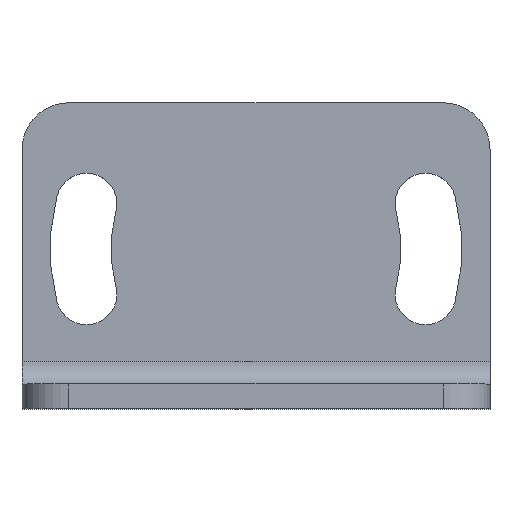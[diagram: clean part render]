
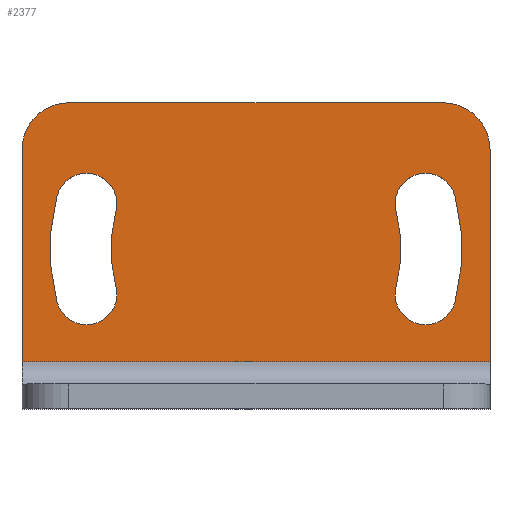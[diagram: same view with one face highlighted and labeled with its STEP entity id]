
A CAD part, top view. The second image highlights one B-rep face of the part: STEP entity #2377.
In plain terms, the highlighted planar face has unit normal (0, 0, 1).
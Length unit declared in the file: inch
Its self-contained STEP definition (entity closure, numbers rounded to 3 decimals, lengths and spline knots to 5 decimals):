
#54=CARTESIAN_POINT('',(0.8,1.11,-2.456));
#55=DIRECTION('',(0.,0.,1.));
#56=DIRECTION('',(1.,0.,0.));
#57=AXIS2_PLACEMENT_3D('',#54,#55,#56);
#71=DIRECTION('',(0.,-1.,0.));
#72=VECTOR('',#71,0.906);
#73=CARTESIAN_POINT('',(1.,1.11,-2.456));
#74=LINE('',#73,#72);
#107=DIRECTION('',(0.,-1.,0.));
#108=VECTOR('',#107,0.906);
#109=CARTESIAN_POINT('',(-1.,1.11,-2.456));
#110=LINE('',#109,#108);
#124=CARTESIAN_POINT('',(-0.8,1.11,-2.456));
#125=DIRECTION('',(0.,0.,1.));
#126=DIRECTION('',(0.,1.,0.));
#127=AXIS2_PLACEMENT_3D('',#124,#125,#126);
#133=DIRECTION('',(1.,0.,0.));
#134=VECTOR('',#133,1.6);
#135=CARTESIAN_POINT('',(-0.8,1.31,-2.456));
#136=LINE('',#135,#134);
#137=CARTESIAN_POINT('',(-0.72444,0.49089,-2.456));
#138=DIRECTION('',(0.,0.,-1.));
#139=DIRECTION('',(0.966,0.259,0.));
#140=AXIS2_PLACEMENT_3D('',#137,#138,#139);
#142=CARTESIAN_POINT('',(0.,0.685,-2.456));
#143=DIRECTION('',(0.,0.,-1.));
#144=DIRECTION('',(-0.966,-0.259,0.));
#145=AXIS2_PLACEMENT_3D('',#142,#143,#144);
#147=CARTESIAN_POINT('',(-0.72444,0.87911,-2.456));
#148=DIRECTION('',(0.,0.,-1.));
#149=DIRECTION('',(-0.966,0.259,0.));
#150=AXIS2_PLACEMENT_3D('',#147,#148,#149);
#152=CARTESIAN_POINT('',(0.,0.685,-2.456));
#153=DIRECTION('',(0.,0.,-1.));
#154=DIRECTION('',(-0.966,-0.259,0.));
#155=AXIS2_PLACEMENT_3D('',#152,#153,#154);
#157=CARTESIAN_POINT('',(0.72444,0.87911,-2.456));
#158=DIRECTION('',(0.,0.,-1.));
#159=DIRECTION('',(-0.966,-0.259,0.));
#160=AXIS2_PLACEMENT_3D('',#157,#158,#159);
#162=CARTESIAN_POINT('',(0.,0.685,-2.456));
#163=DIRECTION('',(0.,0.,-1.));
#164=DIRECTION('',(0.966,0.259,0.));
#165=AXIS2_PLACEMENT_3D('',#162,#163,#164);
#167=CARTESIAN_POINT('',(0.72444,0.49089,-2.456));
#168=DIRECTION('',(0.,0.,-1.));
#169=DIRECTION('',(0.966,-0.259,0.));
#170=AXIS2_PLACEMENT_3D('',#167,#168,#169);
#172=CARTESIAN_POINT('',(0.,0.685,-2.456));
#173=DIRECTION('',(0.,0.,-1.));
#174=DIRECTION('',(0.966,0.259,0.));
#175=AXIS2_PLACEMENT_3D('',#172,#173,#174);
#177=DIRECTION('',(1.,0.,0.));
#178=VECTOR('',#177,2.);
#179=CARTESIAN_POINT('',(-1.,0.204,-2.456));
#180=LINE('',#179,#178);
#1669=CARTESIAN_POINT('',(-1.,0.204,-2.456));
#1671=VERTEX_POINT('',#1669);
#1673=CARTESIAN_POINT('',(1.,0.204,-2.456));
#1675=VERTEX_POINT('',#1673);
#1693=CARTESIAN_POINT('',(0.59887,0.84547,-2.456));
#1694=CARTESIAN_POINT('',(0.85001,0.91276,-2.456));
#1695=VERTEX_POINT('',#1693);
#1696=VERTEX_POINT('',#1694);
#1697=CARTESIAN_POINT('',(0.59887,0.52453,-2.456));
#1698=VERTEX_POINT('',#1697);
#1699=CARTESIAN_POINT('',(0.85001,0.45724,-2.456));
#1700=VERTEX_POINT('',#1699);
#1701=CARTESIAN_POINT('',(-0.59887,0.52453,-2.456));
#1702=CARTESIAN_POINT('',(-0.85001,0.45724,-2.456));
#1703=VERTEX_POINT('',#1701);
#1704=VERTEX_POINT('',#1702);
#1705=CARTESIAN_POINT('',(-0.59887,0.84547,-2.456));
#1706=VERTEX_POINT('',#1705);
#1707=CARTESIAN_POINT('',(-0.85001,0.91276,-2.456));
#1708=VERTEX_POINT('',#1707);
#1737=CARTESIAN_POINT('',(1.,1.11,-2.456));
#1738=VERTEX_POINT('',#1737);
#1739=CARTESIAN_POINT('',(0.8,1.31,-2.456));
#1740=VERTEX_POINT('',#1739);
#1745=CARTESIAN_POINT('',(-0.8,1.31,-2.456));
#1746=VERTEX_POINT('',#1745);
#1747=CARTESIAN_POINT('',(-1.,1.11,-2.456));
#1748=VERTEX_POINT('',#1747);
#2343=CARTESIAN_POINT('',(-1.,1.31,-2.456));
#2344=DIRECTION('',(0.,0.,-1.));
#2345=DIRECTION('',(0.,-1.,0.));
#2346=AXIS2_PLACEMENT_3D('',#2343,#2344,#2345);
#2347=PLANE('',#2346);
#2348=ORIENTED_EDGE('',*,*,#2237,.F.);
#2349=ORIENTED_EDGE('',*,*,#2253,.T.);
#2351=ORIENTED_EDGE('',*,*,#2350,.F.);
#2352=ORIENTED_EDGE('',*,*,#2309,.F.);
#2353=ORIENTED_EDGE('',*,*,#2324,.F.);
#2354=ORIENTED_EDGE('',*,*,#2336,.T.);
#2355=EDGE_LOOP('',(#2348,#2349,#2351,#2352,#2353,#2354));
#2356=FACE_OUTER_BOUND('',#2355,.F.);
#2358=ORIENTED_EDGE('',*,*,#2357,.F.);
#2360=ORIENTED_EDGE('',*,*,#2359,.T.);
#2362=ORIENTED_EDGE('',*,*,#2361,.F.);
#2364=ORIENTED_EDGE('',*,*,#2363,.F.);
#2365=EDGE_LOOP('',(#2358,#2360,#2362,#2364));
#2366=FACE_BOUND('',#2365,.F.);
#2368=ORIENTED_EDGE('',*,*,#2367,.F.);
#2370=ORIENTED_EDGE('',*,*,#2369,.T.);
#2372=ORIENTED_EDGE('',*,*,#2371,.F.);
#2374=ORIENTED_EDGE('',*,*,#2373,.F.);
#2375=EDGE_LOOP('',(#2368,#2370,#2372,#2374));
#2376=FACE_BOUND('',#2375,.F.);
#2377=ADVANCED_FACE('',(#2356,#2366,#2376),#2347,.F.);
#58=CIRCLE('',#57,0.2);
#128=CIRCLE('',#127,0.2);
#141=CIRCLE('',#140,0.13);
#146=CIRCLE('',#145,0.62);
#151=CIRCLE('',#150,0.13);
#156=CIRCLE('',#155,0.88);
#161=CIRCLE('',#160,0.13);
#166=CIRCLE('',#165,0.62);
#171=CIRCLE('',#170,0.13);
#176=CIRCLE('',#175,0.88);
#2237=EDGE_CURVE('',#1738,#1740,#58,.T.);
#2253=EDGE_CURVE('',#1738,#1675,#74,.T.);
#2309=EDGE_CURVE('',#1748,#1671,#110,.T.);
#2324=EDGE_CURVE('',#1746,#1748,#128,.T.);
#2336=EDGE_CURVE('',#1746,#1740,#136,.T.);
#2350=EDGE_CURVE('',#1671,#1675,#180,.T.);
#2357=EDGE_CURVE('',#1703,#1704,#141,.T.);
#2359=EDGE_CURVE('',#1703,#1706,#146,.T.);
#2361=EDGE_CURVE('',#1708,#1706,#151,.T.);
#2363=EDGE_CURVE('',#1704,#1708,#156,.T.);
#2367=EDGE_CURVE('',#1695,#1696,#161,.T.);
#2369=EDGE_CURVE('',#1695,#1698,#166,.T.);
#2371=EDGE_CURVE('',#1700,#1698,#171,.T.);
#2373=EDGE_CURVE('',#1696,#1700,#176,.T.);
